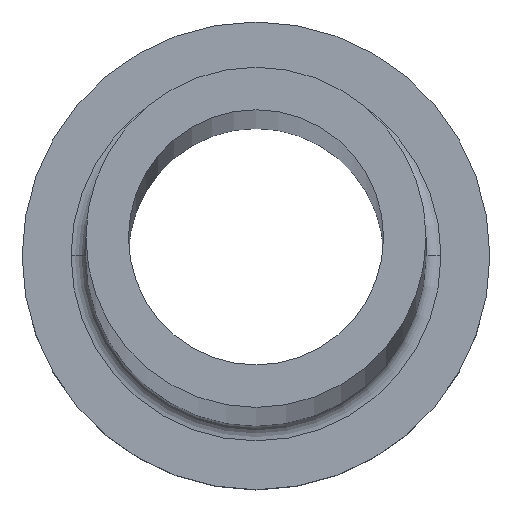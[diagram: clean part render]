
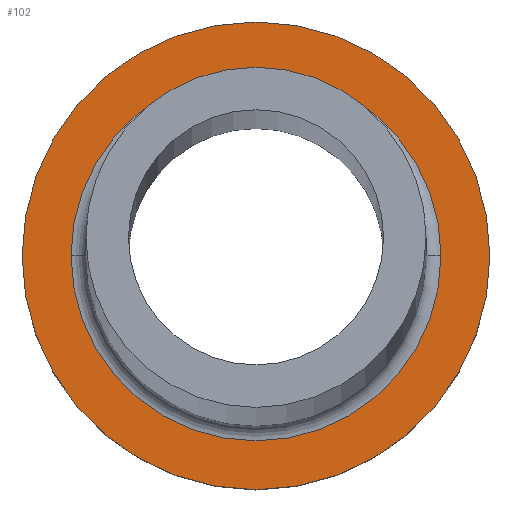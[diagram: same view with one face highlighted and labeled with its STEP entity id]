
A CAD part, top view. The second image highlights one B-rep face of the part: STEP entity #102.
In plain terms, the highlighted planar face has unit normal (0, 0, 1).
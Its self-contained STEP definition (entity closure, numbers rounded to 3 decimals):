
#12 = EDGE_CURVE ( 'NONE', #305, #329, #320, .T. ) ;
#39 = CARTESIAN_POINT ( 'NONE',  ( -8.7, 0., 7. ) ) ;
#46 = ORIENTED_EDGE ( 'NONE', *, *, #12, .T. ) ;
#68 = CIRCLE ( 'NONE', #208, 11. ) ;
#72 = CARTESIAN_POINT ( 'NONE',  ( 8.7, 0., 7. ) ) ;
#84 = CIRCLE ( 'NONE', #367, 8.7 ) ;
#93 = AXIS2_PLACEMENT_3D ( 'NONE', #110, #167, #372 ) ;
#98 = AXIS2_PLACEMENT_3D ( 'NONE', #359, #231, #118 ) ;
#102 = ADVANCED_FACE ( 'NONE', ( #253, #310 ), #165, .T. ) ;
#110 = CARTESIAN_POINT ( 'NONE',  ( 0., 0., 7. ) ) ;
#114 = CARTESIAN_POINT ( 'NONE',  ( -11., 0., 7. ) ) ;
#118 = DIRECTION ( 'NONE',  ( 1., 0., 0. ) ) ;
#131 = EDGE_LOOP ( 'NONE', ( #353, #381 ) ) ;
#138 = DIRECTION ( 'NONE',  ( 1., 0., 0. ) ) ;
#165 = PLANE ( 'NONE',  #202 ) ;
#167 = DIRECTION ( 'NONE',  ( 0., 0., -1. ) ) ;
#202 = AXIS2_PLACEMENT_3D ( 'NONE', #256, #206, #138 ) ;
#206 = DIRECTION ( 'NONE',  ( 0., 0., 1. ) ) ;
#208 = AXIS2_PLACEMENT_3D ( 'NONE', #252, #254, #308 ) ;
#223 = DIRECTION ( 'NONE',  ( 0., 0., -1. ) ) ;
#226 = ORIENTED_EDGE ( 'NONE', *, *, #294, .T. ) ;
#227 = CARTESIAN_POINT ( 'NONE',  ( 11., 0., 7. ) ) ;
#231 = DIRECTION ( 'NONE',  ( 0., 0., 1. ) ) ;
#252 = CARTESIAN_POINT ( 'NONE',  ( 0., 0., 7. ) ) ;
#253 = FACE_BOUND ( 'NONE', #343, .T. ) ;
#254 = DIRECTION ( 'NONE',  ( 0., 0., 1. ) ) ;
#255 = EDGE_CURVE ( 'NONE', #271, #274, #68, .T. ) ;
#256 = CARTESIAN_POINT ( 'NONE',  ( 0., 0., 7. ) ) ;
#271 = VERTEX_POINT ( 'NONE', #114 ) ;
#274 = VERTEX_POINT ( 'NONE', #227 ) ;
#294 = EDGE_CURVE ( 'NONE', #329, #305, #84, .T. ) ;
#302 = CARTESIAN_POINT ( 'NONE',  ( 0., 0., 7. ) ) ;
#305 = VERTEX_POINT ( 'NONE', #72 ) ;
#308 = DIRECTION ( 'NONE',  ( 1., 0., 0. ) ) ;
#310 = FACE_OUTER_BOUND ( 'NONE', #131, .T. ) ;
#312 = CIRCLE ( 'NONE', #98, 11. ) ;
#320 = CIRCLE ( 'NONE', #93, 8.7 ) ;
#329 = VERTEX_POINT ( 'NONE', #39 ) ;
#334 = DIRECTION ( 'NONE',  ( 1., 0., 0. ) ) ;
#343 = EDGE_LOOP ( 'NONE', ( #46, #226 ) ) ;
#353 = ORIENTED_EDGE ( 'NONE', *, *, #255, .T. ) ;
#355 = EDGE_CURVE ( 'NONE', #274, #271, #312, .T. ) ;
#359 = CARTESIAN_POINT ( 'NONE',  ( 0., 0., 7. ) ) ;
#367 = AXIS2_PLACEMENT_3D ( 'NONE', #302, #223, #334 ) ;
#372 = DIRECTION ( 'NONE',  ( 1., 0., 0. ) ) ;
#381 = ORIENTED_EDGE ( 'NONE', *, *, #355, .T. ) ;
